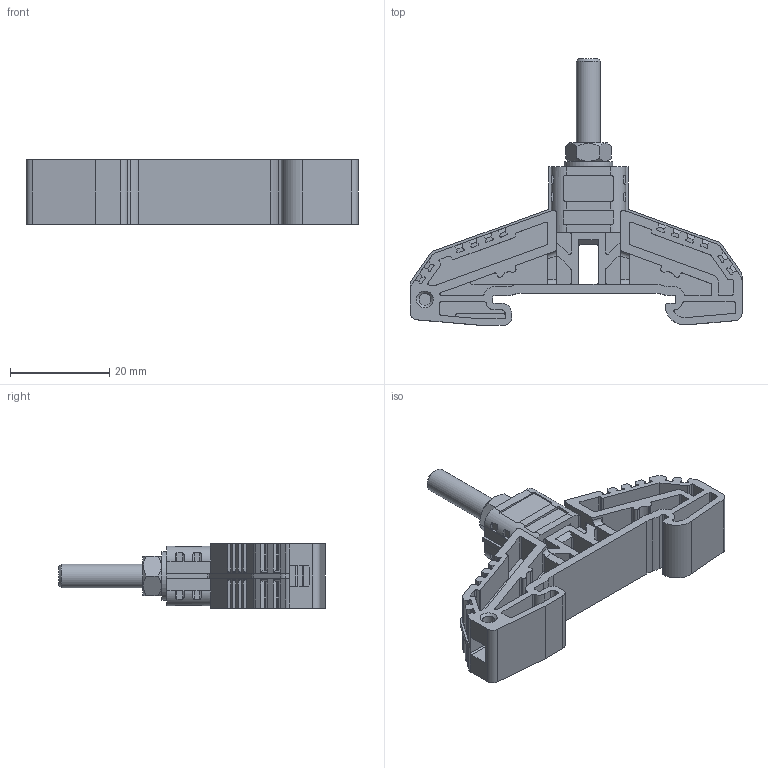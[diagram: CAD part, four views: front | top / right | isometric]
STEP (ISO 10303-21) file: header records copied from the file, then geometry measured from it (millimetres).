
FILE_DESCRIPTION(/* description */ (''),/* implementation_level */ '2;1');
FILE_NAME(/* name */ '17000_HSK16_M5_B_iso.stp',/* time_stamp */ '2011-08-05T12:11:08+02:00',/* author */ (''),/* organization */ (''),/* preprocessor_version */ 'ST-DEVELOPER v11',/* originating_system */ 'SIEMENS UGS NX 6.0',/* authorisation */ '');
FILE_SCHEMA (('CONFIG_CONTROL_DESIGN'));
Length unit declared in the file: millimetre
Products named in the file (1): 17000_HSK16_M5_B_iso
Bounding box: 67 x 53.8 x 13 mm (x, y, z)
Volume: 9566.3 mm3; surface area: 10157 mm2
Topology: 2 solids, 11 shells, 864 faces, 2438 edges, 1602 vertices
Faces by surface type: plane 535, cylinder 309, cone 10, torus 8, bspline 2
Full cylindrical faces by diameter (mm): 2.4 x1, 4.2 x3, 4.826 x1, 5.5 x1, 8.5 x1, 9.8 x1
Entity records: 29583 total; most frequent: CARTESIAN_POINT 6885, ORIENTED_EDGE 4832, DIRECTION 4653, EDGE_CURVE 2416, LINE 1693, VECTOR 1693, VERTEX_POINT 1594, AXIS2_PLACEMENT_3D 1480
